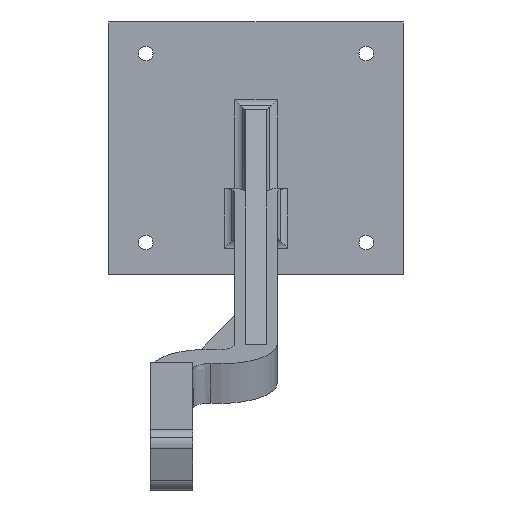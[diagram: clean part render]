
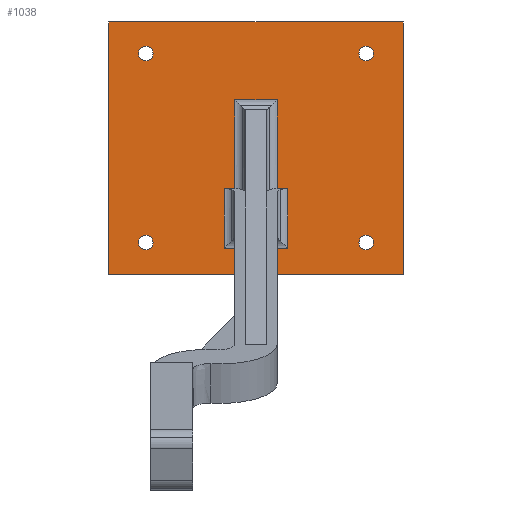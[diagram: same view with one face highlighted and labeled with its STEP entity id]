
A CAD part, front view. The second image highlights one B-rep face of the part: STEP entity #1038.
In plain terms, the highlighted planar face has unit normal (0, -1, 0).
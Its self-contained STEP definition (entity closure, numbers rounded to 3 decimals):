
#136=CARTESIAN_POINT('',(-35.,100.,45.));
#137=VERTEX_POINT('137',#136);
#138=CARTESIAN_POINT('',(35.,100.,45.));
#139=VERTEX_POINT('97',#138);
#140=CARTESIAN_POINT('',(-35.,100.,45.));
#141=DIRECTION('',(1.,0.,-0.));
#142=VECTOR('',#141,70.);
#143=LINE('',#140,#142);
#144=EDGE_CURVE('318',#137,#139,#143,.T.);
#176=CARTESIAN_POINT('',(-35.,100.,-15.));
#177=VERTEX_POINT('125',#176);
#178=CARTESIAN_POINT('',(-35.,100.,-15.));
#179=DIRECTION('',(0.,0.,1.));
#180=VECTOR('',#179,60.);
#181=LINE('',#178,#180);
#182=EDGE_CURVE('378',#177,#137,#181,.T.);
#467=CARTESIAN_POINT('',(35.,100.,-15.));
#468=VERTEX_POINT('99',#467);
#475=CARTESIAN_POINT('',(-35.,100.,-15.));
#476=DIRECTION('',(1.,0.,-0.));
#477=VECTOR('',#476,70.);
#478=LINE('',#475,#477);
#479=EDGE_CURVE('352',#177,#468,#478,.T.);
#587=CARTESIAN_POINT('',(35.,100.,45.));
#588=DIRECTION('',(0.,0.,-1.));
#589=VECTOR('',#588,60.);
#590=LINE('',#587,#589);
#591=EDGE_CURVE('308',#139,#468,#590,.T.);
#707=CARTESIAN_POINT('',(7.5,100.,5.321));
#708=VERTEX_POINT('111',#707);
#716=CARTESIAN_POINT('',(5.,100.,5.321));
#717=VERTEX_POINT('113',#716);
#718=CARTESIAN_POINT('',(5.,100.,5.321));
#719=DIRECTION('',(1.,0.,-0.));
#720=VECTOR('',#719,2.5);
#721=LINE('',#718,#720);
#722=EDGE_CURVE('382',#717,#708,#721,.T.);
#757=CARTESIAN_POINT('',(-5.,100.,5.321));
#758=VERTEX_POINT('139',#757);
#766=CARTESIAN_POINT('',(-7.5,100.,5.321));
#767=VERTEX_POINT('119',#766);
#768=CARTESIAN_POINT('',(-7.5,100.,5.321));
#769=DIRECTION('',(1.,0.,-0.));
#770=VECTOR('',#769,2.5);
#771=LINE('',#768,#770);
#772=EDGE_CURVE('358',#767,#758,#771,.T.);
#825=CARTESIAN_POINT('',(-5.,100.,26.469));
#826=VERTEX_POINT('107',#825);
#834=CARTESIAN_POINT('',(-5.,100.,26.469));
#835=DIRECTION('',(0.,0.,-1.));
#836=VECTOR('',#835,21.148);
#837=LINE('',#834,#836);
#838=EDGE_CURVE('370',#826,#758,#837,.T.);
#895=CARTESIAN_POINT('',(-7.5,100.,-8.891));
#896=VERTEX_POINT('151',#895);
#897=CARTESIAN_POINT('',(-7.5,100.,5.321));
#898=DIRECTION('',(0.,0.,-1.));
#899=VECTOR('',#898,14.212);
#900=LINE('',#897,#899);
#901=EDGE_CURVE('350',#767,#896,#900,.T.);
#913=CARTESIAN_POINT('',(0.,100.,45.));
#914=DIRECTION('',(0.,-1.,0.));
#915=DIRECTION('',(-0.,0.,-1.));
#916=AXIS2_PLACEMENT_3D('',#913,#914,#915);
#917=PLANE('',#916);
#918=CARTESIAN_POINT('',(-26.25,100.,35.75));
#919=VERTEX_POINT('',#918);
#920=CARTESIAN_POINT('',(-26.25,100.,39.25));
#921=VERTEX_POINT('',#920);
#922=CARTESIAN_POINT('',(-26.25,100.,37.5));
#923=DIRECTION('',(-0.,1.,-0.));
#924=DIRECTION('',(0.,0.,-1.));
#925=AXIS2_PLACEMENT_3D('',#922,#923,#924);
#926=CIRCLE('',#925,1.75);
#927=EDGE_CURVE('591',#919,#921,#926,.T.);
#928=ORIENTED_EDGE('',*,*,#927,.T.);
#929=CARTESIAN_POINT('',(-26.25,100.,37.5));
#930=DIRECTION('',(-0.,1.,-0.));
#931=DIRECTION('',(0.,0.,-1.));
#932=AXIS2_PLACEMENT_3D('',#929,#930,#931);
#933=CIRCLE('',#932,1.75);
#934=EDGE_CURVE('591',#921,#919,#933,.T.);
#935=ORIENTED_EDGE('',*,*,#934,.T.);
#936=EDGE_LOOP('',(#928,#935));
#937=FACE_BOUND('',#936,.T.);
#938=CARTESIAN_POINT('',(-26.25,100.,-9.25));
#939=VERTEX_POINT('',#938);
#940=CARTESIAN_POINT('',(-26.25,100.,-5.75));
#941=VERTEX_POINT('',#940);
#942=CARTESIAN_POINT('',(-26.25,100.,-7.5));
#943=DIRECTION('',(-0.,1.,-0.));
#944=DIRECTION('',(0.,0.,-1.));
#945=AXIS2_PLACEMENT_3D('',#942,#943,#944);
#946=CIRCLE('',#945,1.75);
#947=EDGE_CURVE('593',#939,#941,#946,.T.);
#948=ORIENTED_EDGE('',*,*,#947,.T.);
#949=CARTESIAN_POINT('',(-26.25,100.,-7.5));
#950=DIRECTION('',(-0.,1.,-0.));
#951=DIRECTION('',(0.,0.,-1.));
#952=AXIS2_PLACEMENT_3D('',#949,#950,#951);
#953=CIRCLE('',#952,1.75);
#954=EDGE_CURVE('593',#941,#939,#953,.T.);
#955=ORIENTED_EDGE('',*,*,#954,.T.);
#956=EDGE_LOOP('',(#948,#955));
#957=FACE_BOUND('',#956,.T.);
#958=CARTESIAN_POINT('',(26.25,100.,-9.25));
#959=VERTEX_POINT('',#958);
#960=CARTESIAN_POINT('',(26.25,100.,-5.75));
#961=VERTEX_POINT('',#960);
#962=CARTESIAN_POINT('',(26.25,100.,-7.5));
#963=DIRECTION('',(-0.,1.,-0.));
#964=DIRECTION('',(0.,0.,-1.));
#965=AXIS2_PLACEMENT_3D('',#962,#963,#964);
#966=CIRCLE('',#965,1.75);
#967=EDGE_CURVE('595',#959,#961,#966,.T.);
#968=ORIENTED_EDGE('',*,*,#967,.T.);
#969=CARTESIAN_POINT('',(26.25,100.,-7.5));
#970=DIRECTION('',(-0.,1.,-0.));
#971=DIRECTION('',(0.,0.,-1.));
#972=AXIS2_PLACEMENT_3D('',#969,#970,#971);
#973=CIRCLE('',#972,1.75);
#974=EDGE_CURVE('595',#961,#959,#973,.T.);
#975=ORIENTED_EDGE('',*,*,#974,.T.);
#976=EDGE_LOOP('',(#968,#975));
#977=FACE_BOUND('',#976,.T.);
#978=CARTESIAN_POINT('',(26.25,100.,35.75));
#979=VERTEX_POINT('',#978);
#980=CARTESIAN_POINT('',(26.25,100.,39.25));
#981=VERTEX_POINT('',#980);
#982=CARTESIAN_POINT('',(26.25,100.,37.5));
#983=DIRECTION('',(-0.,1.,-0.));
#984=DIRECTION('',(0.,0.,-1.));
#985=AXIS2_PLACEMENT_3D('',#982,#983,#984);
#986=CIRCLE('',#985,1.75);
#987=EDGE_CURVE('597',#979,#981,#986,.T.);
#988=ORIENTED_EDGE('',*,*,#987,.T.);
#989=CARTESIAN_POINT('',(26.25,100.,37.5));
#990=DIRECTION('',(-0.,1.,-0.));
#991=DIRECTION('',(0.,0.,-1.));
#992=AXIS2_PLACEMENT_3D('',#989,#990,#991);
#993=CIRCLE('',#992,1.75);
#994=EDGE_CURVE('597',#981,#979,#993,.T.);
#995=ORIENTED_EDGE('',*,*,#994,.T.);
#996=EDGE_LOOP('',(#988,#995));
#997=FACE_BOUND('',#996,.T.);
#998=ORIENTED_EDGE('',*,*,#901,.F.);
#999=ORIENTED_EDGE('',*,*,#772,.T.);
#1000=ORIENTED_EDGE('',*,*,#838,.F.);
#1001=CARTESIAN_POINT('',(5.,100.,26.469));
#1002=VERTEX_POINT('101',#1001);
#1003=CARTESIAN_POINT('',(5.,100.,26.469));
#1004=DIRECTION('',(-1.,0.,0.));
#1005=VECTOR('',#1004,10.);
#1006=LINE('',#1003,#1005);
#1007=EDGE_CURVE('330',#1002,#826,#1006,.T.);
#1008=ORIENTED_EDGE('',*,*,#1007,.F.);
#1009=CARTESIAN_POINT('',(5.,100.,5.321));
#1010=DIRECTION('',(0.,0.,1.));
#1011=VECTOR('',#1010,21.148);
#1012=LINE('',#1009,#1011);
#1013=EDGE_CURVE('344',#717,#1002,#1012,.T.);
#1014=ORIENTED_EDGE('',*,*,#1013,.F.);
#1015=ORIENTED_EDGE('',*,*,#722,.T.);
#1016=CARTESIAN_POINT('',(7.5,100.,-8.891));
#1017=VERTEX_POINT('149',#1016);
#1018=CARTESIAN_POINT('',(7.5,100.,-8.891));
#1019=DIRECTION('',(0.,0.,1.));
#1020=VECTOR('',#1019,14.212);
#1021=LINE('',#1018,#1020);
#1022=EDGE_CURVE('336',#1017,#708,#1021,.T.);
#1023=ORIENTED_EDGE('',*,*,#1022,.F.);
#1024=CARTESIAN_POINT('',(-7.5,100.,-8.891));
#1025=DIRECTION('',(1.,0.,0.));
#1026=VECTOR('',#1025,15.);
#1027=LINE('',#1024,#1026);
#1028=EDGE_CURVE('394',#896,#1017,#1027,.T.);
#1029=ORIENTED_EDGE('',*,*,#1028,.F.);
#1030=EDGE_LOOP('',(#998,#999,#1000,#1008,#1014,#1015,#1023,#1029));
#1031=FACE_BOUND('',#1030,.T.);
#1032=ORIENTED_EDGE('',*,*,#591,.F.);
#1033=ORIENTED_EDGE('',*,*,#144,.F.);
#1034=ORIENTED_EDGE('',*,*,#182,.F.);
#1035=ORIENTED_EDGE('',*,*,#479,.T.);
#1036=EDGE_LOOP('',(#1032,#1033,#1034,#1035));
#1037=FACE_BOUND('',#1036,.T.);
#1038=ADVANCED_FACE('775',(#937,#957,#977,#997,#1031,#1037),#917,.T.);
